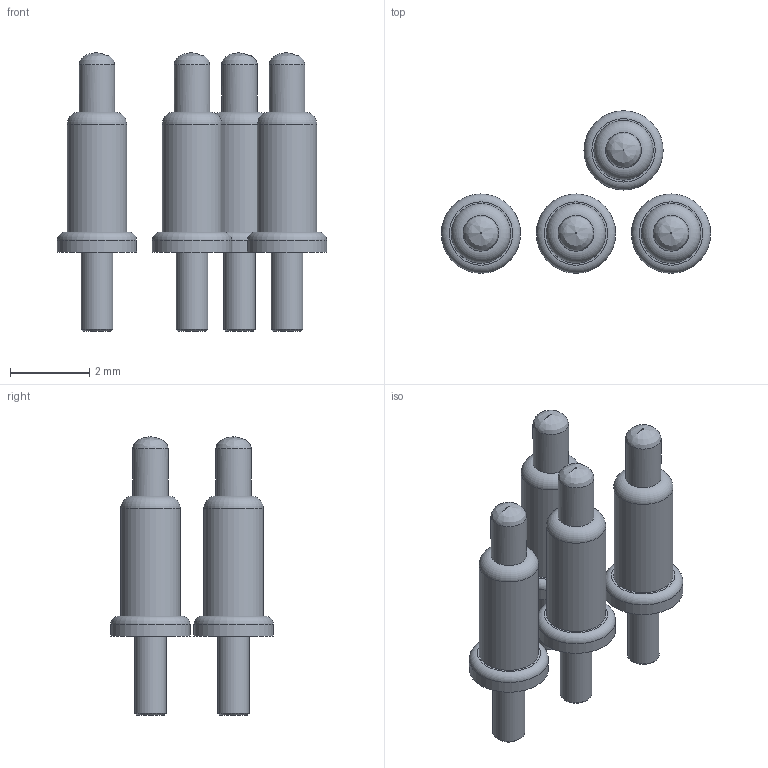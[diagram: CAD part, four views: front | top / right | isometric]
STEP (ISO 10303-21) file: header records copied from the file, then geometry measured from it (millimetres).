
FILE_DESCRIPTION(/* description */ ('STEP AP242','CAx-IF Rec.Pracs.---Representation and Presentation of Product Manufacturing Information (PMI)---4.0---2014-10-13','CAx-IF Rec.Pracs.---3D Tessellated Geometry---0.4---2014-09-14','2;1'),/* implementation_level */ '2;1');
FILE_NAME(/* name */ '65c08b4c430e5650ecda9d8c',/* time_stamp */ '2024-02-05T07:16:28Z',/* author */ (''),/* organization */ (''),/* preprocessor_version */ 'ST-DEVELOPER v19.4',/* originating_system */ ' ',/* authorisation */ ' ');
FILE_SCHEMA (('AP242_MANAGED_MODEL_BASED_3D_ENGINEERING_MIM_LF { 1 0 10303 442 1 1 4 }'));
Length unit declared in the file: metre
Products named in the file (4): Part 4; Part 3; Part 2; Part 1
Bounding box: 6.8 x 4.1 x 7.03 mm (x, y, z)
Volume: 34.7 mm3; surface area: 124.8 mm2
Topology: 4 solids, 4 shells, 48 faces, 84 edges, 52 vertices
Faces by surface type: plane 16, cylinder 16, torus 8, bspline 4, cone 4
Full cylindrical faces by diameter (mm): 0.8 x4, 0.9 x4, 1.5 x4, 2 x4
Entity records: 1257 total; most frequent: CARTESIAN_POINT 416, DIRECTION 168, ORIENTED_EDGE 88, EDGE_LOOP 88, FACE_BOUND 88, AXIS2_PLACEMENT_3D 84, ADVANCED_FACE 48, EDGE_CURVE 44
